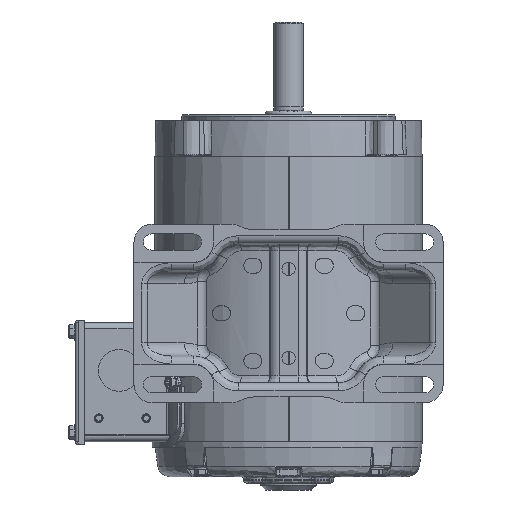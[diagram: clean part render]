
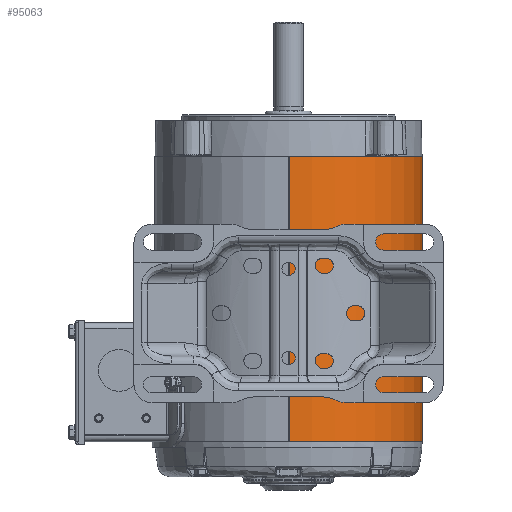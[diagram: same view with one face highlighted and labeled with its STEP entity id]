
A CAD part, front view. The second image highlights one B-rep face of the part: STEP entity #95063.
In plain terms, the highlighted cylindrical face has radius 71.369 mm (diameter 142.738 mm), a partial arc.
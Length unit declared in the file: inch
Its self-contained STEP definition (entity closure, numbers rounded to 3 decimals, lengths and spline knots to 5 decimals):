
#1523 = VERTEX_POINT ( 'NONE', #145174 ) ;
#3580 = CARTESIAN_POINT ( 'NONE',  ( 0., 0., 6.0625 ) ) ;
#8385 = CARTESIAN_POINT ( 'NONE',  ( -2.8098, 0., -18.37652 ) ) ;
#10308 = CARTESIAN_POINT ( 'NONE',  ( -2.8098, 0., 0.0625 ) ) ;
#10579 = DIRECTION ( 'NONE',  ( 1., 0., 0. ) ) ;
#27895 = VECTOR ( 'NONE', #41755, 39.37008 ) ;
#32907 = VERTEX_POINT ( 'NONE', #36275 ) ;
#36275 = CARTESIAN_POINT ( 'NONE',  ( -0.01022, -2.80978, 0.0625 ) ) ;
#38700 = LINE ( 'NONE', #95885, #27895 ) ;
#41755 = DIRECTION ( 'NONE',  ( 0., 0., 1. ) ) ;
#45109 = CIRCLE ( 'NONE', #110891, 2.8098 ) ;
#51485 = CARTESIAN_POINT ( 'NONE',  ( 0., 0., -18.37652 ) ) ;
#52480 = EDGE_CURVE ( 'NONE', #32907, #1523, #38700, .T. ) ;
#59945 = VERTEX_POINT ( 'NONE', #10308 ) ;
#61399 = ORIENTED_EDGE ( 'NONE', *, *, #166371, .T. ) ;
#64784 = DIRECTION ( 'NONE',  ( 0., 0., 1. ) ) ;
#65768 = ORIENTED_EDGE ( 'NONE', *, *, #124649, .F. ) ;
#70220 = ORIENTED_EDGE ( 'NONE', *, *, #151149, .T. ) ;
#78912 = FACE_OUTER_BOUND ( 'NONE', #104735, .T. ) ;
#81863 = VERTEX_POINT ( 'NONE', #162765 ) ;
#92200 = CARTESIAN_POINT ( 'NONE',  ( 0., 0., 0.0625 ) ) ;
#93474 = ORIENTED_EDGE ( 'NONE', *, *, #52480, .T. ) ;
#95063 = ADVANCED_FACE ( 'NONE', ( #78912 ), #117514, .T. ) ;
#95885 = CARTESIAN_POINT ( 'NONE',  ( -0.01022, -2.80978, -18.37652 ) ) ;
#104735 = EDGE_LOOP ( 'NONE', ( #65768, #70220, #93474, #61399 ) ) ;
#110891 = AXIS2_PLACEMENT_3D ( 'NONE', #3580, #138456, #125878 ) ;
#117514 = CYLINDRICAL_SURFACE ( 'NONE', #130633, 2.8098 ) ;
#120357 = AXIS2_PLACEMENT_3D ( 'NONE', #92200, #64784, #10579 ) ;
#121888 = DIRECTION ( 'NONE',  ( 1., 0., 0. ) ) ;
#124649 = EDGE_CURVE ( 'NONE', #59945, #81863, #150998, .T. ) ;
#125878 = DIRECTION ( 'NONE',  ( 1., 0., 0. ) ) ;
#130633 = AXIS2_PLACEMENT_3D ( 'NONE', #51485, #175125, #121888 ) ;
#138456 = DIRECTION ( 'NONE',  ( 0., 0., -1. ) ) ;
#145174 = CARTESIAN_POINT ( 'NONE',  ( -0.01022, -2.80978, 6.0625 ) ) ;
#150998 = LINE ( 'NONE', #8385, #172401 ) ;
#151149 = EDGE_CURVE ( 'NONE', #59945, #32907, #170404, .T. ) ;
#156461 = DIRECTION ( 'NONE',  ( 0., 0., 1. ) ) ;
#162765 = CARTESIAN_POINT ( 'NONE',  ( -2.8098, 0., 6.0625 ) ) ;
#166371 = EDGE_CURVE ( 'NONE', #1523, #81863, #45109, .T. ) ;
#170404 = CIRCLE ( 'NONE', #120357, 2.8098 ) ;
#172401 = VECTOR ( 'NONE', #156461, 39.37008 ) ;
#175125 = DIRECTION ( 'NONE',  ( 0., 0., 1. ) ) ;
